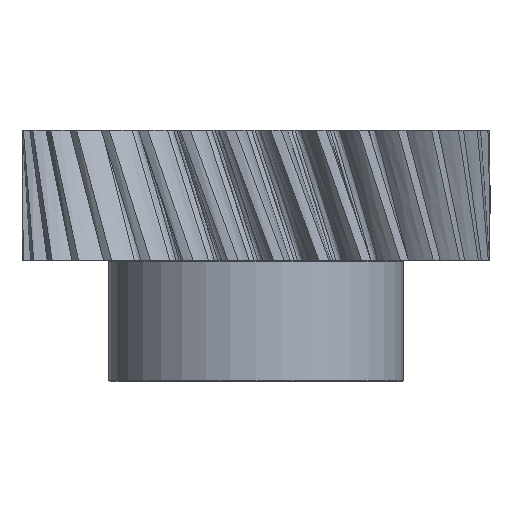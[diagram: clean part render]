
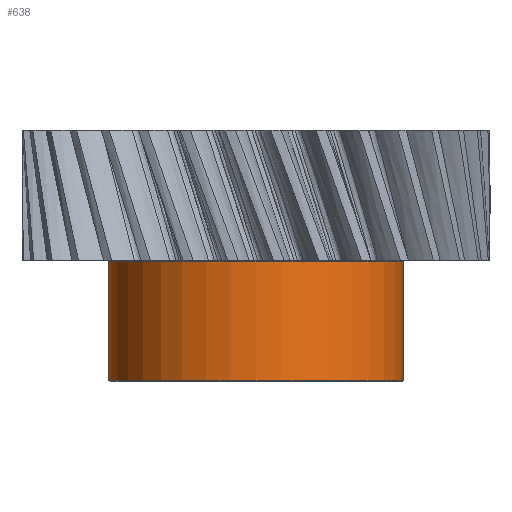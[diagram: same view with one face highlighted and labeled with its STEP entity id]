
A CAD part, front view. The second image highlights one B-rep face of the part: STEP entity #638.
In plain terms, the highlighted cylindrical face has radius 34 mm (diameter 68 mm), a partial arc.
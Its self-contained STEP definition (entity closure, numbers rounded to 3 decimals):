
#638=ADVANCED_FACE('NONE',(#1278),#1279,.T.);
#1278=FACE_OUTER_BOUND('',#13436,.T.);
#1279=CYLINDRICAL_SURFACE('',#13437,34.0);
#13436=EDGE_LOOP('',(#14980,#14981,#14982,#14983));
#13437=AXIS2_PLACEMENT_3D('',#14984,#14985,#14986);
#14980=ORIENTED_EDGE('',*,*,#15065,.F.);
#14981=ORIENTED_EDGE('',*,*,#15844,.T.);
#14982=ORIENTED_EDGE('',*,*,#15067,.T.);
#14983=ORIENTED_EDGE('',*,*,#15044,.T.);
#14984=CARTESIAN_POINT('',(0.0,0.0,-28.0));
#14985=DIRECTION('',(0.0,0.0,-1.0));
#14986=DIRECTION('',(1.0,0.0,0.0));
#15044=EDGE_CURVE('NONE',#15871,#15869,#15872,.T.);
#15065=EDGE_CURVE('NONE',#15896,#15869,#15905,.T.);
#15067=EDGE_CURVE('NONE',#15898,#15871,#15907,.T.);
#15844=EDGE_CURVE('NONE',#15896,#15898,#17068,.T.);
#15869=VERTEX_POINT('NONE',#17120);
#15871=VERTEX_POINT('NONE',#17122);
#15872=CIRCLE('',#17123,34.0);
#15896=VERTEX_POINT('NONE',#17151);
#15898=VERTEX_POINT('NONE',#17154);
#15905=LINE('',#17164,#17165);
#15907=LINE('',#17167,#17168);
#17068=CIRCLE('',#21868,34.0);
#17120=CARTESIAN_POINT('',(-34.0,0.,-0.2));
#17122=CARTESIAN_POINT('',(34.0,0.0,-0.2));
#17123=AXIS2_PLACEMENT_3D('',#21890,#21891,#21892);
#17151=CARTESIAN_POINT('',(-34.0,0.,-27.8));
#17154=CARTESIAN_POINT('',(34.0,0.0,-27.8));
#17164=CARTESIAN_POINT('',(-34.0,0.,-28.0));
#17165=VECTOR('',#21922,1000.0);
#17167=CARTESIAN_POINT('',(34.0,0.0,-28.0));
#17168=VECTOR('',#21926,1000.0);
#21868=AXIS2_PLACEMENT_3D('',#22411,#22412,#22413);
#21890=CARTESIAN_POINT('',(0.0,0.0,-0.2));
#21891=DIRECTION('',(0.0,0.0,-1.0));
#21892=DIRECTION('',(1.0,0.0,0.0));
#21922=DIRECTION('',(0.0,0.0,1.0));
#21926=DIRECTION('',(0.0,0.0,1.0));
#22411=CARTESIAN_POINT('',(0.0,0.0,-27.8));
#22412=DIRECTION('',(0.0,-0.0,1.0));
#22413=DIRECTION('',(1.0,0.0,0.0));
